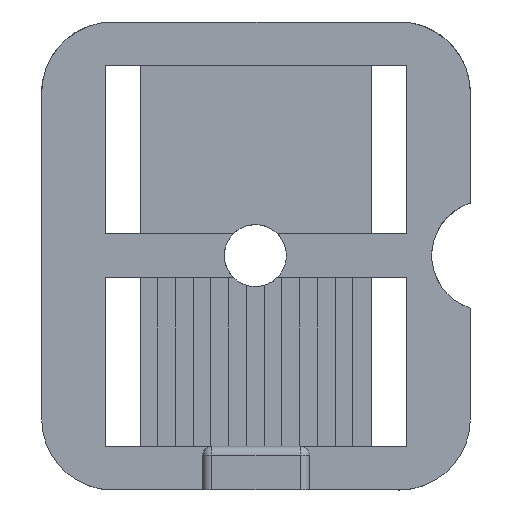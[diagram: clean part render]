
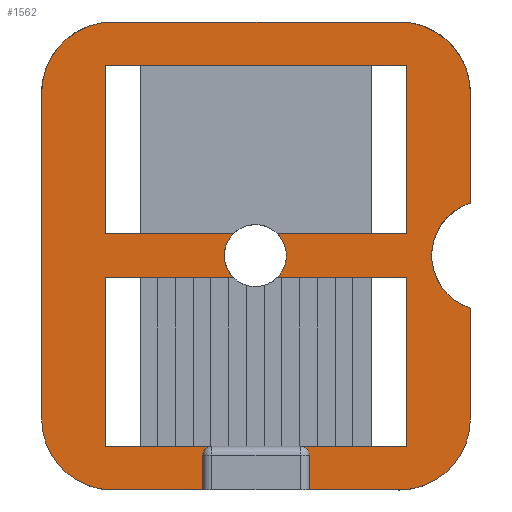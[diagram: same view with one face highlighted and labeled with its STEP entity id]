
A CAD part, top view. The second image highlights one B-rep face of the part: STEP entity #1562.
In plain terms, the highlighted planar face has unit normal (0, 0, 1).
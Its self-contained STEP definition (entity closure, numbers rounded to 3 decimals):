
#38=PLANE('',#1651);
#94=FACE_OUTER_BOUND('',#177,.T.);
#177=EDGE_LOOP('',(#1077,#1078,#1079,#1080,#1081,#1082,#1083,#1084,#1085,
#1086,#1087,#1088,#1089,#1090,#1091,#1092,#1093,#1094,#1095,#1096,#1097,
#1098,#1099,#1100,#1101,#1102,#1103,#1104));
#267=LINE('',#2181,#444);
#268=LINE('',#2185,#445);
#269=LINE('',#2189,#446);
#270=LINE('',#2193,#447);
#271=LINE('',#2195,#448);
#272=LINE('',#2199,#449);
#273=LINE('',#2201,#450);
#274=LINE('',#2203,#451);
#275=LINE('',#2207,#452);
#276=LINE('',#2209,#453);
#277=LINE('',#2211,#454);
#278=LINE('',#2213,#455);
#279=LINE('',#2215,#456);
#280=LINE('',#2219,#457);
#281=LINE('',#2221,#458);
#282=LINE('',#2223,#459);
#283=LINE('',#2227,#460);
#284=LINE('',#2229,#461);
#285=LINE('',#2232,#462);
#444=VECTOR('',#1772,6.197);
#445=VECTOR('',#1775,16.14);
#446=VECTOR('',#1778,18.354);
#447=VECTOR('',#1781,5.07);
#448=VECTOR('',#1782,1.95);
#449=VECTOR('',#1785,6.);
#450=VECTOR('',#1786,9.5);
#451=VECTOR('',#1787,7.236);
#452=VECTOR('',#1790,7.236);
#453=VECTOR('',#1791,9.454);
#454=VECTOR('',#1792,17.);
#455=VECTOR('',#1793,9.454);
#456=VECTOR('',#1794,7.315);
#457=VECTOR('',#1797,7.315);
#458=VECTOR('',#1798,9.5);
#459=VECTOR('',#1799,6.);
#460=VECTOR('',#1802,1.95);
#461=VECTOR('',#1803,5.07);
#462=VECTOR('',#1806,6.243);
#644=CIRCLE('',#1650,3.1);
#645=CIRCLE('',#1652,4.);
#646=CIRCLE('',#1653,4.);
#647=CIRCLE('',#1654,4.);
#648=CIRCLE('',#1655,0.5);
#649=CIRCLE('',#1656,1.75);
#650=CIRCLE('',#1657,1.75);
#651=CIRCLE('',#1658,0.5);
#652=CIRCLE('',#1659,4.);
#683=VERTEX_POINT('',#2169);
#684=VERTEX_POINT('',#2171);
#686=VERTEX_POINT('',#2180);
#687=VERTEX_POINT('',#2182);
#688=VERTEX_POINT('',#2184);
#689=VERTEX_POINT('',#2186);
#690=VERTEX_POINT('',#2188);
#691=VERTEX_POINT('',#2190);
#692=VERTEX_POINT('',#2192);
#693=VERTEX_POINT('',#2194);
#694=VERTEX_POINT('',#2196);
#695=VERTEX_POINT('',#2198);
#696=VERTEX_POINT('',#2200);
#697=VERTEX_POINT('',#2202);
#698=VERTEX_POINT('',#2204);
#699=VERTEX_POINT('',#2206);
#700=VERTEX_POINT('',#2208);
#701=VERTEX_POINT('',#2210);
#702=VERTEX_POINT('',#2212);
#703=VERTEX_POINT('',#2214);
#704=VERTEX_POINT('',#2216);
#705=VERTEX_POINT('',#2218);
#706=VERTEX_POINT('',#2220);
#707=VERTEX_POINT('',#2222);
#708=VERTEX_POINT('',#2224);
#709=VERTEX_POINT('',#2226);
#710=VERTEX_POINT('',#2228);
#711=VERTEX_POINT('',#2230);
#836=EDGE_CURVE('',#684,#683,#644,.T.);
#839=EDGE_CURVE('',#683,#686,#267,.F.);
#840=EDGE_CURVE('',#687,#686,#645,.T.);
#841=EDGE_CURVE('',#687,#688,#268,.F.);
#842=EDGE_CURVE('',#689,#688,#646,.T.);
#843=EDGE_CURVE('',#689,#690,#269,.F.);
#844=EDGE_CURVE('',#691,#690,#647,.T.);
#845=EDGE_CURVE('',#691,#692,#270,.T.);
#846=EDGE_CURVE('',#692,#693,#271,.T.);
#847=EDGE_CURVE('',#694,#693,#648,.F.);
#848=EDGE_CURVE('',#694,#695,#272,.T.);
#849=EDGE_CURVE('',#695,#696,#273,.T.);
#850=EDGE_CURVE('',#696,#697,#274,.T.);
#851=EDGE_CURVE('',#697,#698,#649,.T.);
#852=EDGE_CURVE('',#698,#699,#275,.T.);
#853=EDGE_CURVE('',#699,#700,#276,.T.);
#854=EDGE_CURVE('',#700,#701,#277,.T.);
#855=EDGE_CURVE('',#701,#702,#278,.T.);
#856=EDGE_CURVE('',#702,#703,#279,.T.);
#857=EDGE_CURVE('',#703,#704,#650,.T.);
#858=EDGE_CURVE('',#704,#705,#280,.T.);
#859=EDGE_CURVE('',#705,#706,#281,.T.);
#860=EDGE_CURVE('',#706,#707,#282,.T.);
#861=EDGE_CURVE('',#708,#707,#651,.F.);
#862=EDGE_CURVE('',#708,#709,#283,.T.);
#863=EDGE_CURVE('',#709,#710,#284,.T.);
#864=EDGE_CURVE('',#711,#710,#652,.T.);
#865=EDGE_CURVE('',#711,#684,#285,.F.);
#1077=ORIENTED_EDGE('',*,*,#836,.T.);
#1078=ORIENTED_EDGE('',*,*,#839,.T.);
#1079=ORIENTED_EDGE('',*,*,#840,.F.);
#1080=ORIENTED_EDGE('',*,*,#841,.T.);
#1081=ORIENTED_EDGE('',*,*,#842,.F.);
#1082=ORIENTED_EDGE('',*,*,#843,.T.);
#1083=ORIENTED_EDGE('',*,*,#844,.F.);
#1084=ORIENTED_EDGE('',*,*,#845,.T.);
#1085=ORIENTED_EDGE('',*,*,#846,.T.);
#1086=ORIENTED_EDGE('',*,*,#847,.F.);
#1087=ORIENTED_EDGE('',*,*,#848,.T.);
#1088=ORIENTED_EDGE('',*,*,#849,.T.);
#1089=ORIENTED_EDGE('',*,*,#850,.T.);
#1090=ORIENTED_EDGE('',*,*,#851,.T.);
#1091=ORIENTED_EDGE('',*,*,#852,.T.);
#1092=ORIENTED_EDGE('',*,*,#853,.T.);
#1093=ORIENTED_EDGE('',*,*,#854,.T.);
#1094=ORIENTED_EDGE('',*,*,#855,.T.);
#1095=ORIENTED_EDGE('',*,*,#856,.T.);
#1096=ORIENTED_EDGE('',*,*,#857,.T.);
#1097=ORIENTED_EDGE('',*,*,#858,.T.);
#1098=ORIENTED_EDGE('',*,*,#859,.T.);
#1099=ORIENTED_EDGE('',*,*,#860,.T.);
#1100=ORIENTED_EDGE('',*,*,#861,.F.);
#1101=ORIENTED_EDGE('',*,*,#862,.T.);
#1102=ORIENTED_EDGE('',*,*,#863,.T.);
#1103=ORIENTED_EDGE('',*,*,#864,.F.);
#1104=ORIENTED_EDGE('',*,*,#865,.T.);
#1562=ADVANCED_FACE('',(#94),#38,.T.);
#1650=AXIS2_PLACEMENT_3D('',#2172,#1767,#1768);
#1651=AXIS2_PLACEMENT_3D('',#2179,#1770,#1771);
#1652=AXIS2_PLACEMENT_3D('',#2183,#1773,#1774);
#1653=AXIS2_PLACEMENT_3D('',#2187,#1776,#1777);
#1654=AXIS2_PLACEMENT_3D('',#2191,#1779,#1780);
#1655=AXIS2_PLACEMENT_3D('',#2197,#1783,#1784);
#1656=AXIS2_PLACEMENT_3D('',#2205,#1788,#1789);
#1657=AXIS2_PLACEMENT_3D('',#2217,#1795,#1796);
#1658=AXIS2_PLACEMENT_3D('',#2225,#1800,#1801);
#1659=AXIS2_PLACEMENT_3D('',#2231,#1804,#1805);
#1767=DIRECTION('center_axis',(0.,0.,-1.));
#1768=DIRECTION('ref_axis',(1.,0.,0.));
#1770=DIRECTION('center_axis',(0.,0.,1.));
#1771=DIRECTION('ref_axis',(1.,0.,0.));
#1772=DIRECTION('',(0.,-1.,0.));
#1773=DIRECTION('center_axis',(0.,0.,-1.));
#1774=DIRECTION('ref_axis',(0.707,0.707,0.));
#1775=DIRECTION('',(1.,0.,0.));
#1776=DIRECTION('center_axis',(0.,0.,-1.));
#1777=DIRECTION('ref_axis',(-0.707,0.707,0.));
#1778=DIRECTION('',(0.,1.,0.));
#1779=DIRECTION('center_axis',(0.,0.,-1.));
#1780=DIRECTION('ref_axis',(-0.707,-0.707,0.));
#1781=DIRECTION('',(1.,0.,0.));
#1782=DIRECTION('',(0.,1.,0.));
#1783=DIRECTION('center_axis',(0.,0.,-1.));
#1784=DIRECTION('ref_axis',(-0.707,0.707,0.));
#1785=DIRECTION('',(-1.,0.,0.));
#1786=DIRECTION('',(0.,1.,0.));
#1787=DIRECTION('',(1.,0.,0.));
#1788=DIRECTION('center_axis',(0.,0.,-1.));
#1789=DIRECTION('ref_axis',(-1.,0.,0.));
#1790=DIRECTION('',(-1.,0.,0.));
#1791=DIRECTION('',(0.,1.,0.));
#1792=DIRECTION('',(1.,0.,0.));
#1793=DIRECTION('',(0.,-1.,0.));
#1794=DIRECTION('',(-1.,0.,0.));
#1795=DIRECTION('center_axis',(0.,0.,-1.));
#1796=DIRECTION('ref_axis',(-1.,0.,0.));
#1797=DIRECTION('',(1.,0.,0.));
#1798=DIRECTION('',(0.,-1.,0.));
#1799=DIRECTION('',(-1.,0.,0.));
#1800=DIRECTION('center_axis',(0.,0.,-1.));
#1801=DIRECTION('ref_axis',(0.707,0.707,0.));
#1802=DIRECTION('',(0.,-1.,0.));
#1803=DIRECTION('',(1.,0.,0.));
#1804=DIRECTION('center_axis',(0.,0.,-1.));
#1805=DIRECTION('ref_axis',(0.707,-0.707,0.));
#1806=DIRECTION('',(0.,-1.,0.));
#2169=CARTESIAN_POINT('',(12.07,2.957,51.));
#2171=CARTESIAN_POINT('',(12.07,-2.957,51.));
#2172=CARTESIAN_POINT('Origin',(13.,0.,51.));
#2179=CARTESIAN_POINT('Origin',(0.,-0.519,51.));
#2180=CARTESIAN_POINT('',(12.07,9.154,51.));
#2181=CARTESIAN_POINT('',(12.07,-1.23,51.));
#2182=CARTESIAN_POINT('',(8.07,13.154,51.));
#2183=CARTESIAN_POINT('Origin',(8.07,9.154,51.));
#2184=CARTESIAN_POINT('',(-8.07,13.154,51.));
#2185=CARTESIAN_POINT('',(3.473,13.154,51.));
#2186=CARTESIAN_POINT('',(-12.07,9.154,51.));
#2187=CARTESIAN_POINT('Origin',(-8.07,9.154,51.));
#2188=CARTESIAN_POINT('',(-12.07,-9.2,51.));
#2189=CARTESIAN_POINT('',(-12.07,0.451,51.));
#2190=CARTESIAN_POINT('',(-8.07,-13.2,51.));
#2191=CARTESIAN_POINT('Origin',(-8.07,-9.2,51.));
#2192=CARTESIAN_POINT('',(-3.,-13.2,51.));
#2193=CARTESIAN_POINT('',(6.946,-13.2,51.));
#2194=CARTESIAN_POINT('',(-3.,-11.25,51.));
#2195=CARTESIAN_POINT('',(-3.,-4.134,51.));
#2196=CARTESIAN_POINT('',(-2.5,-10.75,51.));
#2197=CARTESIAN_POINT('Origin',(-2.5,-11.25,51.));
#2198=CARTESIAN_POINT('',(-8.5,-10.75,51.));
#2199=CARTESIAN_POINT('',(-3.25,-10.75,51.));
#2200=CARTESIAN_POINT('',(-8.5,-1.25,51.));
#2201=CARTESIAN_POINT('',(-8.5,-4.134,51.));
#2202=CARTESIAN_POINT('',(-1.264,-1.25,51.));
#2203=CARTESIAN_POINT('',(-4.25,-1.25,51.));
#2204=CARTESIAN_POINT('',(-1.264,1.25,51.));
#2205=CARTESIAN_POINT('Origin',(-0.039,0.,
51.));
#2206=CARTESIAN_POINT('',(-8.5,1.25,51.));
#2207=CARTESIAN_POINT('',(-3.25,1.25,51.));
#2208=CARTESIAN_POINT('',(-8.5,10.704,51.));
#2209=CARTESIAN_POINT('',(-8.5,0.366,51.));
#2210=CARTESIAN_POINT('',(8.5,10.704,51.));
#2211=CARTESIAN_POINT('',(3.25,10.704,51.));
#2212=CARTESIAN_POINT('',(8.5,1.25,51.));
#2213=CARTESIAN_POINT('',(8.5,3.616,51.));
#2214=CARTESIAN_POINT('',(1.185,1.25,51.));
#2215=CARTESIAN_POINT('',(4.25,1.25,51.));
#2216=CARTESIAN_POINT('',(1.185,-1.25,51.));
#2217=CARTESIAN_POINT('Origin',(-0.039,0.,
51.));
#2218=CARTESIAN_POINT('',(8.5,-1.25,51.));
#2219=CARTESIAN_POINT('',(3.25,-1.25,51.));
#2220=CARTESIAN_POINT('',(8.5,-10.75,51.));
#2221=CARTESIAN_POINT('',(8.5,-0.884,51.));
#2222=CARTESIAN_POINT('',(2.5,-10.75,51.));
#2223=CARTESIAN_POINT('',(-3.25,-10.75,51.));
#2224=CARTESIAN_POINT('',(3.,-11.25,51.));
#2225=CARTESIAN_POINT('Origin',(2.5,-11.25,51.));
#2226=CARTESIAN_POINT('',(3.,-13.2,51.));
#2227=CARTESIAN_POINT('',(3.,-5.359,51.));
#2228=CARTESIAN_POINT('',(8.07,-13.2,51.));
#2229=CARTESIAN_POINT('',(6.946,-13.2,51.));
#2230=CARTESIAN_POINT('',(12.07,-9.2,51.));
#2231=CARTESIAN_POINT('Origin',(8.07,-9.2,51.));
#2232=CARTESIAN_POINT('',(12.07,-1.23,51.));
